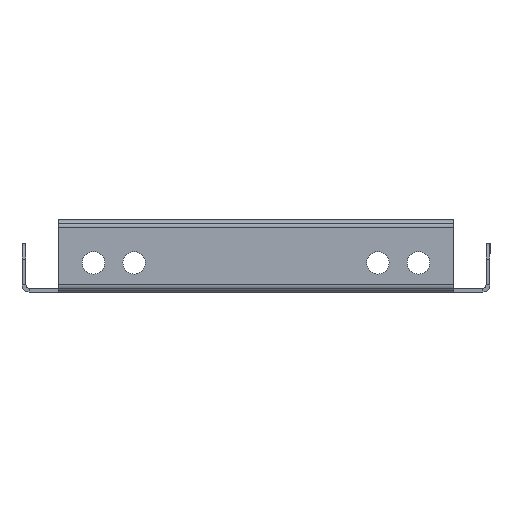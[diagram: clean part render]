
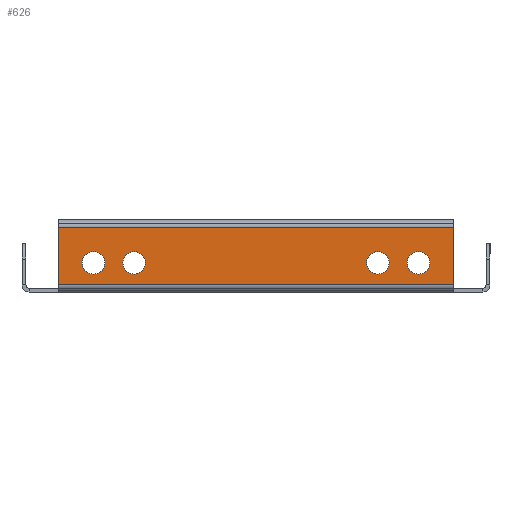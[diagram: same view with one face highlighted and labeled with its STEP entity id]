
A CAD part, left-side view. The second image highlights one B-rep face of the part: STEP entity #626.
In plain terms, the highlighted planar face has unit normal (-1, 0, 0).
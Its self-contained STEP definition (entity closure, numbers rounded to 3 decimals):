
#9 = DIRECTION ( 'NONE',  ( 0., 1., 0. ) ) ;
#92 = VERTEX_POINT ( 'NONE', #3625 ) ;
#103 = VERTEX_POINT ( 'NONE', #4063 ) ;
#120 = DIRECTION ( 'NONE',  ( 0., 0., 1. ) ) ;
#126 = DIRECTION ( 'NONE',  ( 0., 0., -1. ) ) ;
#195 = FACE_BOUND ( 'NONE', #2577, .T. ) ;
#232 = EDGE_CURVE ( 'NONE', #4644, #2106, #3507, .T. ) ;
#239 = EDGE_CURVE ( 'NONE', #2106, #4644, #2481, .T. ) ;
#292 = DIRECTION ( 'NONE',  ( 1., 0., 0. ) ) ;
#315 = LINE ( 'NONE', #383, #3762 ) ;
#383 = CARTESIAN_POINT ( 'NONE',  ( -321.7, -60.8, 0. ) ) ;
#414 = VECTOR ( 'NONE', #4730, 1000. ) ;
#507 = ORIENTED_EDGE ( 'NONE', *, *, #239, .T. ) ;
#536 = CARTESIAN_POINT ( 'NONE',  ( -321.7, -50., 7.8 ) ) ;
#568 = VERTEX_POINT ( 'NONE', #1449 ) ;
#626 = ADVANCED_FACE ( 'NONE', ( #1195, #195, #1987, #950, #3927 ), #2026, .T. ) ;
#631 = EDGE_LOOP ( 'NONE', ( #3023, #1391 ) ) ;
#683 = DIRECTION ( 'NONE',  ( 0., 0., -1. ) ) ;
#706 = EDGE_CURVE ( 'NONE', #1207, #4365, #3193, .T. ) ;
#716 = VECTOR ( 'NONE', #934, 1000. ) ;
#726 = DIRECTION ( 'NONE',  ( 0., 0., -1. ) ) ;
#735 = ORIENTED_EDGE ( 'NONE', *, *, #2267, .T. ) ;
#822 = DIRECTION ( 'NONE',  ( 1., 0., 0. ) ) ;
#901 = DIRECTION ( 'NONE',  ( 1., 0., 0. ) ) ;
#934 = DIRECTION ( 'NONE',  ( 0., -1., 0. ) ) ;
#935 = AXIS2_PLACEMENT_3D ( 'NONE', #1914, #822, #1177 ) ;
#950 = FACE_BOUND ( 'NONE', #2538, .T. ) ;
#1099 = DIRECTION ( 'NONE',  ( 0., 0., -1. ) ) ;
#1177 = DIRECTION ( 'NONE',  ( 0., 0., -1. ) ) ;
#1195 = FACE_BOUND ( 'NONE', #4758, .T. ) ;
#1207 = VERTEX_POINT ( 'NONE', #2583 ) ;
#1248 = VERTEX_POINT ( 'NONE', #1906 ) ;
#1279 = EDGE_CURVE ( 'NONE', #103, #568, #3252, .T. ) ;
#1285 = CARTESIAN_POINT ( 'NONE',  ( -321.7, -60.8, 1. ) ) ;
#1300 = CARTESIAN_POINT ( 'NONE',  ( -321.7, -37.5, 4.35 ) ) ;
#1391 = ORIENTED_EDGE ( 'NONE', *, *, #1656, .T. ) ;
#1421 = LINE ( 'NONE', #3169, #414 ) ;
#1426 = ORIENTED_EDGE ( 'NONE', *, *, #3261, .T. ) ;
#1431 = CARTESIAN_POINT ( 'NONE',  ( -321.7, 50., 4.35 ) ) ;
#1446 = ORIENTED_EDGE ( 'NONE', *, *, #706, .T. ) ;
#1449 = CARTESIAN_POINT ( 'NONE',  ( -321.7, 60.8, 18.8 ) ) ;
#1488 = EDGE_CURVE ( 'NONE', #3143, #2336, #1794, .T. ) ;
#1656 = EDGE_CURVE ( 'NONE', #1248, #92, #4957, .T. ) ;
#1663 = CIRCLE ( 'NONE', #935, 3.45 ) ;
#1754 = DIRECTION ( 'NONE',  ( 0., 0., -1. ) ) ;
#1794 = LINE ( 'NONE', #2085, #716 ) ;
#1834 = CARTESIAN_POINT ( 'NONE',  ( -321.7, -37.5, 7.8 ) ) ;
#1843 = AXIS2_PLACEMENT_3D ( 'NONE', #4183, #1855, #2647 ) ;
#1847 = EDGE_CURVE ( 'NONE', #92, #1248, #2684, .T. ) ;
#1855 = DIRECTION ( 'NONE',  ( 1., 0., 0. ) ) ;
#1906 = CARTESIAN_POINT ( 'NONE',  ( -321.7, 37.5, 11.25 ) ) ;
#1913 = ORIENTED_EDGE ( 'NONE', *, *, #1279, .T. ) ;
#1914 = CARTESIAN_POINT ( 'NONE',  ( -321.7, 50., 7.8 ) ) ;
#1959 = AXIS2_PLACEMENT_3D ( 'NONE', #4143, #292, #683 ) ;
#1987 = FACE_BOUND ( 'NONE', #631, .T. ) ;
#2026 = PLANE ( 'NONE',  #2226 ) ;
#2085 = CARTESIAN_POINT ( 'NONE',  ( -321.7, 0., 1. ) ) ;
#2103 = CIRCLE ( 'NONE', #3898, 3.45 ) ;
#2106 = VERTEX_POINT ( 'NONE', #3823 ) ;
#2150 = DIRECTION ( 'NONE',  ( 1., 0., 0. ) ) ;
#2226 = AXIS2_PLACEMENT_3D ( 'NONE', #4005, #3931, #120 ) ;
#2240 = VECTOR ( 'NONE', #9, 1000. ) ;
#2267 = EDGE_CURVE ( 'NONE', #2336, #103, #315, .T. ) ;
#2274 = DIRECTION ( 'NONE',  ( 1., 0., 0. ) ) ;
#2294 = AXIS2_PLACEMENT_3D ( 'NONE', #3145, #3920, #126 ) ;
#2336 = VERTEX_POINT ( 'NONE', #1285 ) ;
#2481 = CIRCLE ( 'NONE', #4690, 3.45 ) ;
#2538 = EDGE_LOOP ( 'NONE', ( #3091, #1426 ) ) ;
#2577 = EDGE_LOOP ( 'NONE', ( #3306, #507 ) ) ;
#2583 = CARTESIAN_POINT ( 'NONE',  ( -321.7, 50., 11.25 ) ) ;
#2625 = VERTEX_POINT ( 'NONE', #3461 ) ;
#2647 = DIRECTION ( 'NONE',  ( 0., 0., -1. ) ) ;
#2684 = CIRCLE ( 'NONE', #2294, 3.45 ) ;
#2836 = DIRECTION ( 'NONE',  ( 0., 0., -1. ) ) ;
#3023 = ORIENTED_EDGE ( 'NONE', *, *, #1847, .T. ) ;
#3046 = ORIENTED_EDGE ( 'NONE', *, *, #1488, .T. ) ;
#3075 = DIRECTION ( 'NONE',  ( 0., 0., 1. ) ) ;
#3091 = ORIENTED_EDGE ( 'NONE', *, *, #4433, .T. ) ;
#3143 = VERTEX_POINT ( 'NONE', #3886 ) ;
#3145 = CARTESIAN_POINT ( 'NONE',  ( -321.7, 37.5, 7.8 ) ) ;
#3169 = CARTESIAN_POINT ( 'NONE',  ( -321.7, 60.8, 0. ) ) ;
#3193 = CIRCLE ( 'NONE', #4572, 3.45 ) ;
#3252 = LINE ( 'NONE', #3870, #2240 ) ;
#3261 = EDGE_CURVE ( 'NONE', #3814, #2625, #2103, .T. ) ;
#3306 = ORIENTED_EDGE ( 'NONE', *, *, #232, .T. ) ;
#3461 = CARTESIAN_POINT ( 'NONE',  ( -321.7, -50., 4.35 ) ) ;
#3507 = CIRCLE ( 'NONE', #1959, 3.45 ) ;
#3625 = CARTESIAN_POINT ( 'NONE',  ( -321.7, 37.5, 4.35 ) ) ;
#3638 = ORIENTED_EDGE ( 'NONE', *, *, #3977, .T. ) ;
#3762 = VECTOR ( 'NONE', #3075, 1000. ) ;
#3814 = VERTEX_POINT ( 'NONE', #4398 ) ;
#3823 = CARTESIAN_POINT ( 'NONE',  ( -321.7, -37.5, 11.25 ) ) ;
#3870 = CARTESIAN_POINT ( 'NONE',  ( -321.7, 0., 18.8 ) ) ;
#3886 = CARTESIAN_POINT ( 'NONE',  ( -321.7, 60.8, 1. ) ) ;
#3892 = EDGE_CURVE ( 'NONE', #4365, #1207, #1663, .T. ) ;
#3898 = AXIS2_PLACEMENT_3D ( 'NONE', #536, #901, #2836 ) ;
#3920 = DIRECTION ( 'NONE',  ( 1., 0., 0. ) ) ;
#3927 = FACE_OUTER_BOUND ( 'NONE', #4761, .T. ) ;
#3931 = DIRECTION ( 'NONE',  ( -1., 0., 0. ) ) ;
#3977 = EDGE_CURVE ( 'NONE', #568, #3143, #1421, .T. ) ;
#4005 = CARTESIAN_POINT ( 'NONE',  ( -321.7, 0., 0. ) ) ;
#4063 = CARTESIAN_POINT ( 'NONE',  ( -321.7, -60.8, 18.8 ) ) ;
#4081 = CARTESIAN_POINT ( 'NONE',  ( -321.7, 50., 7.8 ) ) ;
#4117 = CIRCLE ( 'NONE', #1843, 3.45 ) ;
#4143 = CARTESIAN_POINT ( 'NONE',  ( -321.7, -37.5, 7.8 ) ) ;
#4183 = CARTESIAN_POINT ( 'NONE',  ( -321.7, -50., 7.8 ) ) ;
#4205 = DIRECTION ( 'NONE',  ( 1., 0., 0. ) ) ;
#4215 = CARTESIAN_POINT ( 'NONE',  ( -321.7, 37.5, 7.8 ) ) ;
#4365 = VERTEX_POINT ( 'NONE', #1431 ) ;
#4398 = CARTESIAN_POINT ( 'NONE',  ( -321.7, -50., 11.25 ) ) ;
#4433 = EDGE_CURVE ( 'NONE', #2625, #3814, #4117, .T. ) ;
#4441 = AXIS2_PLACEMENT_3D ( 'NONE', #4215, #4205, #726 ) ;
#4484 = ORIENTED_EDGE ( 'NONE', *, *, #3892, .T. ) ;
#4572 = AXIS2_PLACEMENT_3D ( 'NONE', #4081, #2150, #1754 ) ;
#4644 = VERTEX_POINT ( 'NONE', #1300 ) ;
#4690 = AXIS2_PLACEMENT_3D ( 'NONE', #1834, #2274, #1099 ) ;
#4730 = DIRECTION ( 'NONE',  ( 0., 0., -1. ) ) ;
#4758 = EDGE_LOOP ( 'NONE', ( #4484, #1446 ) ) ;
#4761 = EDGE_LOOP ( 'NONE', ( #3638, #3046, #735, #1913 ) ) ;
#4957 = CIRCLE ( 'NONE', #4441, 3.45 ) ;
